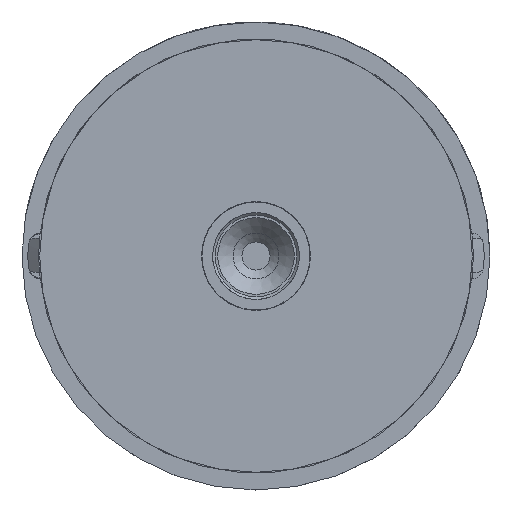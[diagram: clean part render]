
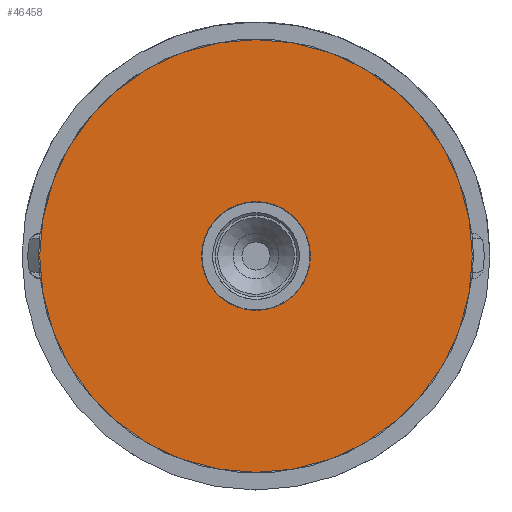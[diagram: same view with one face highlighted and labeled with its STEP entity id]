
A CAD part, front view. The second image highlights one B-rep face of the part: STEP entity #46458.
In plain terms, the highlighted planar face has unit normal (0, -1, 0).
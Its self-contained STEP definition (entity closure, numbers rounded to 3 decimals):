
#46431=CARTESIAN_POINT('',(0.,-1.,15.913));
#46432=DIRECTION('',(0.0,-1.0,0.0));
#46433=DIRECTION('',(-1.0,0.0,0.0));
#46434=AXIS2_PLACEMENT_3D('',#46431,#46432,#46433);
#46435=PLANE('',#46434);
#46436=CARTESIAN_POINT('',(0.,-1.,25.425));
#46437=VERTEX_POINT('',#46436);
#46438=CARTESIAN_POINT('',(0.,-1.,0.));
#46439=DIRECTION('',(0.0,1.0,0.0));
#46440=DIRECTION('',(0.0,0.0,1.0));
#46441=AXIS2_PLACEMENT_3D('',#46438,#46439,#46440);
#46442=CIRCLE('',#46441,25.425);
#46443=EDGE_CURVE('',#46437,#46437,#46442,.T.);
#46444=ORIENTED_EDGE('',*,*,#46443,.F.);
#46445=EDGE_LOOP('',(#46444));
#46446=FACE_OUTER_BOUND('',#46445,.T.);
#46447=CARTESIAN_POINT('',(0.,-1.,6.4));
#46448=VERTEX_POINT('',#46447);
#46449=CARTESIAN_POINT('',(0.,-1.,0.));
#46450=DIRECTION('',(0.0,1.0,0.0));
#46451=DIRECTION('',(0.0,0.0,1.0));
#46452=AXIS2_PLACEMENT_3D('',#46449,#46450,#46451);
#46453=CIRCLE('',#46452,6.4);
#46454=EDGE_CURVE('',#46448,#46448,#46453,.T.);
#46455=ORIENTED_EDGE('',*,*,#46454,.T.);
#46456=EDGE_LOOP('',(#46455));
#46457=FACE_BOUND('',#46456,.T.);
#46458=ADVANCED_FACE('',(#46446,#46457),#46435,.T.);
